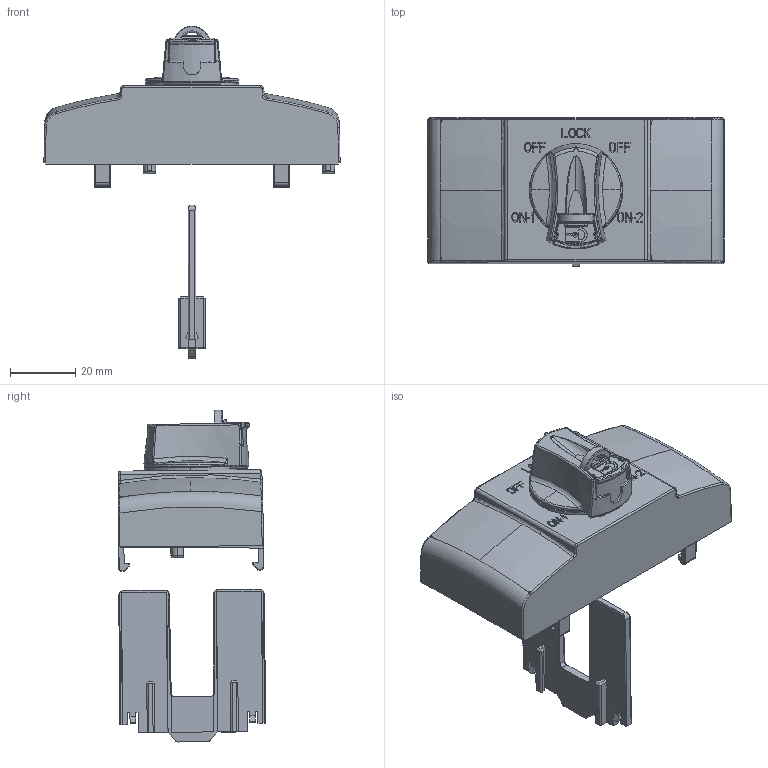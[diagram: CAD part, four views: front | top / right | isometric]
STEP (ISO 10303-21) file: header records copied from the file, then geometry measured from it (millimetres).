
FILE_DESCRIPTION (( 'STEP AP214' ), '1' );
FILE_NAME ('Ñáîðêà5.STEP', '2025-02-19T17:03:43', ( '' ), ( '' ), 'SwSTEP 2.0', 'SolidWorks 2022', '' );
FILE_SCHEMA (( 'AUTOMOTIVE_DESIGN' ));
Length unit declared in the file: millimetre
Products named in the file (1): Сборка5
Bounding box: 91 x 45.43 x 102.01 mm (x, y, z)
Volume: 95469.9 mm3; surface area: 19456.7 mm2
Topology: 2 solids, 11 shells, 1614 faces, 4344 edges, 2802 vertices
Faces by surface type: plane 1166, cylinder 206, bspline 102, torus 75, sphere 38, cone 27
Entity records: 74246 total; most frequent: CARTESIAN_POINT 17357, ORIENTED_EDGE 8672, DIRECTION 7234, EDGE_CURVE 4336, VECTOR 3344, LINE 3344, VERTEX_POINT 2802, AXIS2_PLACEMENT_3D 1945
